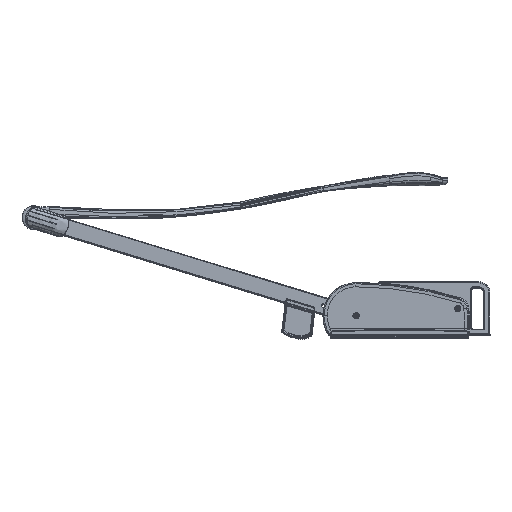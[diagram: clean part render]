
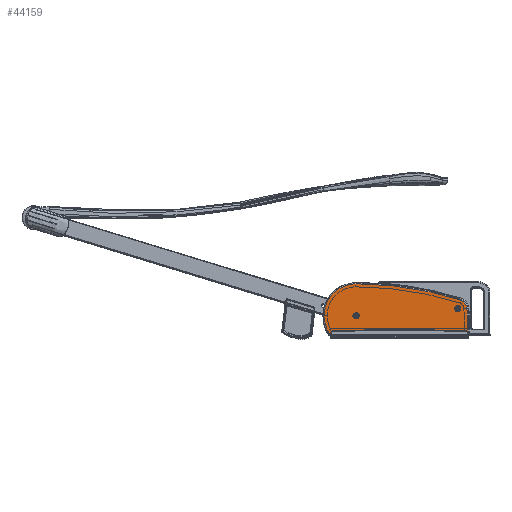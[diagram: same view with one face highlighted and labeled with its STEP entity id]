
A CAD part, top view. The second image highlights one B-rep face of the part: STEP entity #44159.
In plain terms, the highlighted planar face has unit normal (0, 0, 1).
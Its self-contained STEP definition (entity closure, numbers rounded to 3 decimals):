
#1054 = DIRECTION ( 'NONE',  ( -1., 0., 0. ) ) ;
#1432 = AXIS2_PLACEMENT_3D ( 'NONE', #8260, #62133, #22715 ) ;
#1627 = AXIS2_PLACEMENT_3D ( 'NONE', #35668, #20337, #5866 ) ;
#2468 = CARTESIAN_POINT ( 'NONE',  ( -627.999, -0.843, 3. ) ) ;
#2771 = ORIENTED_EDGE ( 'NONE', *, *, #60105, .T. ) ;
#2779 = CARTESIAN_POINT ( 'NONE',  ( -198.887, 35., 3. ) ) ;
#3105 = DIRECTION ( 'NONE',  ( 0., 0., -1. ) ) ;
#4381 = VERTEX_POINT ( 'NONE', #53470 ) ;
#5022 = VERTEX_POINT ( 'NONE', #56322 ) ;
#5866 = DIRECTION ( 'NONE',  ( -1., 0., 0. ) ) ;
#5887 = EDGE_LOOP ( 'NONE', ( #51589, #58077 ) ) ;
#6022 = EDGE_CURVE ( 'NONE', #10725, #62493, #37151, .T. ) ;
#6523 = EDGE_CURVE ( 'NONE', #58929, #50982, #32622, .T. ) ;
#7964 = EDGE_CURVE ( 'NONE', #9798, #50510, #41365, .T. ) ;
#8214 = CARTESIAN_POINT ( 'NONE',  ( -26.163, 47.9, 3. ) ) ;
#8257 = AXIS2_PLACEMENT_3D ( 'NONE', #35758, #20624, #35317 ) ;
#8260 = CARTESIAN_POINT ( 'NONE',  ( -205.232, -533., 3. ) ) ;
#8666 = CARTESIAN_POINT ( 'NONE',  ( -20.4, 47.9, 3. ) ) ;
#8821 = VERTEX_POINT ( 'NONE', #32347 ) ;
#9442 = DIRECTION ( 'NONE',  ( 0., 0., -1. ) ) ;
#9798 = VERTEX_POINT ( 'NONE', #31539 ) ;
#10364 = DIRECTION ( 'NONE',  ( -1., 0., 0. ) ) ;
#10725 = VERTEX_POINT ( 'NONE', #12652 ) ;
#12652 = CARTESIAN_POINT ( 'NONE',  ( -210.413, 35., 3. ) ) ;
#13431 = EDGE_CURVE ( 'NONE', #50510, #5022, #18089, .T. ) ;
#14100 = VERTEX_POINT ( 'NONE', #51204 ) ;
#14452 = EDGE_LOOP ( 'NONE', ( #26147, #2771 ) ) ;
#15572 = CIRCLE ( 'NONE', #39333, 58. ) ;
#16728 = AXIS2_PLACEMENT_3D ( 'NONE', #37041, #21704, #26641 ) ;
#16938 = VECTOR ( 'NONE', #27328, 1000. ) ;
#17283 = CIRCLE ( 'NONE', #8257, 5.763 ) ;
#17784 = ORIENTED_EDGE ( 'NONE', *, *, #50367, .T. ) ;
#18089 = CIRCLE ( 'NONE', #59366, 16.5 ) ;
#19381 = CIRCLE ( 'NONE', #1432, 626. ) ;
#20337 = DIRECTION ( 'NONE',  ( 0., 0., 1. ) ) ;
#20624 = DIRECTION ( 'NONE',  ( 0., 0., -1. ) ) ;
#21704 = DIRECTION ( 'NONE',  ( 0., 0., 1. ) ) ;
#21863 = DIRECTION ( 'NONE',  ( -1., 0., 0. ) ) ;
#22690 = PLANE ( 'NONE',  #23355 ) ;
#22715 = DIRECTION ( 'NONE',  ( -1., 0., 0. ) ) ;
#22974 = CARTESIAN_POINT ( 'NONE',  ( -204.65, 35., 3. ) ) ;
#23355 = AXIS2_PLACEMENT_3D ( 'NONE', #2468, #3105, #21863 ) ;
#24032 = ORIENTED_EDGE ( 'NONE', *, *, #46726, .T. ) ;
#24079 = FACE_OUTER_BOUND ( 'NONE', #56588, .T. ) ;
#24535 = CARTESIAN_POINT ( 'NONE',  ( -20.4, 47.9, 3. ) ) ;
#25887 = CIRCLE ( 'NONE', #1627, 58. ) ;
#26147 = ORIENTED_EDGE ( 'NONE', *, *, #6523, .T. ) ;
#26641 = DIRECTION ( 'NONE',  ( -1., 0., 0. ) ) ;
#26912 = AXIS2_PLACEMENT_3D ( 'NONE', #39560, #44649, #10364 ) ;
#27328 = DIRECTION ( 'NONE',  ( 1., 0., 0. ) ) ;
#27735 = CARTESIAN_POINT ( 'NONE',  ( -2., 1.5, 3. ) ) ;
#27913 = DIRECTION ( 'NONE',  ( -1., 0., 0. ) ) ;
#28329 = EDGE_CURVE ( 'NONE', #62493, #10725, #17283, .T. ) ;
#30048 = DIRECTION ( 'NONE',  ( 0., 0., 1. ) ) ;
#30873 = ORIENTED_EDGE ( 'NONE', *, *, #13431, .T. ) ;
#31066 = ORIENTED_EDGE ( 'NONE', *, *, #39803, .T. ) ;
#31539 = CARTESIAN_POINT ( 'NONE',  ( -2.004, 1.5, 3. ) ) ;
#32216 = AXIS2_PLACEMENT_3D ( 'NONE', #8666, #57879, #57449 ) ;
#32347 = CARTESIAN_POINT ( 'NONE',  ( -251.997, 1.5, 3. ) ) ;
#32622 = CIRCLE ( 'NONE', #32216, 5.763 ) ;
#32991 = DIRECTION ( 'NONE',  ( 0., 0., 1. ) ) ;
#33473 = ORIENTED_EDGE ( 'NONE', *, *, #45750, .T. ) ;
#33720 = CARTESIAN_POINT ( 'NONE',  ( -20.4, 47.9, 3. ) ) ;
#35317 = DIRECTION ( 'NONE',  ( -1., 0., 0. ) ) ;
#35668 = CARTESIAN_POINT ( 'NONE',  ( -204.65, 35., 3. ) ) ;
#35758 = CARTESIAN_POINT ( 'NONE',  ( -204.65, 35., 3. ) ) ;
#36227 = CIRCLE ( 'NONE', #41037, 5.763 ) ;
#37041 = CARTESIAN_POINT ( 'NONE',  ( -627.999, -0.843, 3. ) ) ;
#37151 = CIRCLE ( 'NONE', #26912, 5.763 ) ;
#39333 = AXIS2_PLACEMENT_3D ( 'NONE', #22974, #32991, #27913 ) ;
#39560 = CARTESIAN_POINT ( 'NONE',  ( -204.65, 35., 3. ) ) ;
#39803 = EDGE_CURVE ( 'NONE', #14100, #4381, #25887, .T. ) ;
#40610 = LINE ( 'NONE', #27735, #16938 ) ;
#41037 = AXIS2_PLACEMENT_3D ( 'NONE', #33720, #9442, #59101 ) ;
#41365 = CIRCLE ( 'NONE', #16728, 626. ) ;
#44159 = ADVANCED_FACE ( 'NONE', ( #55304, #48452, #24079 ), #22690, .F. ) ;
#44649 = DIRECTION ( 'NONE',  ( 0., 0., -1. ) ) ;
#45750 = EDGE_CURVE ( 'NONE', #4381, #8821, #15572, .T. ) ;
#46726 = EDGE_CURVE ( 'NONE', #5022, #14100, #19381, .T. ) ;
#48452 = FACE_BOUND ( 'NONE', #5887, .T. ) ;
#48736 = ORIENTED_EDGE ( 'NONE', *, *, #7964, .T. ) ;
#50367 = EDGE_CURVE ( 'NONE', #8821, #9798, #40610, .T. ) ;
#50510 = VERTEX_POINT ( 'NONE', #52800 ) ;
#50982 = VERTEX_POINT ( 'NONE', #56427 ) ;
#51204 = CARTESIAN_POINT ( 'NONE',  ( -204.651, 93., 3. ) ) ;
#51589 = ORIENTED_EDGE ( 'NONE', *, *, #6022, .T. ) ;
#52800 = CARTESIAN_POINT ( 'NONE',  ( -3.9, 47.9, 3. ) ) ;
#53470 = CARTESIAN_POINT ( 'NONE',  ( -262.65, 35., 3. ) ) ;
#55304 = FACE_BOUND ( 'NONE', #14452, .T. ) ;
#56322 = CARTESIAN_POINT ( 'NONE',  ( -13.711, 62.983, 3. ) ) ;
#56427 = CARTESIAN_POINT ( 'NONE',  ( -14.637, 47.9, 3. ) ) ;
#56588 = EDGE_LOOP ( 'NONE', ( #31066, #33473, #17784, #48736, #30873, #24032 ) ) ;
#57449 = DIRECTION ( 'NONE',  ( -1., 0., 0. ) ) ;
#57879 = DIRECTION ( 'NONE',  ( 0., 0., -1. ) ) ;
#58077 = ORIENTED_EDGE ( 'NONE', *, *, #28329, .T. ) ;
#58929 = VERTEX_POINT ( 'NONE', #8214 ) ;
#59101 = DIRECTION ( 'NONE',  ( -1., 0., 0. ) ) ;
#59366 = AXIS2_PLACEMENT_3D ( 'NONE', #24535, #30048, #1054 ) ;
#60105 = EDGE_CURVE ( 'NONE', #50982, #58929, #36227, .T. ) ;
#62133 = DIRECTION ( 'NONE',  ( 0., 0., 1. ) ) ;
#62493 = VERTEX_POINT ( 'NONE', #2779 ) ;
